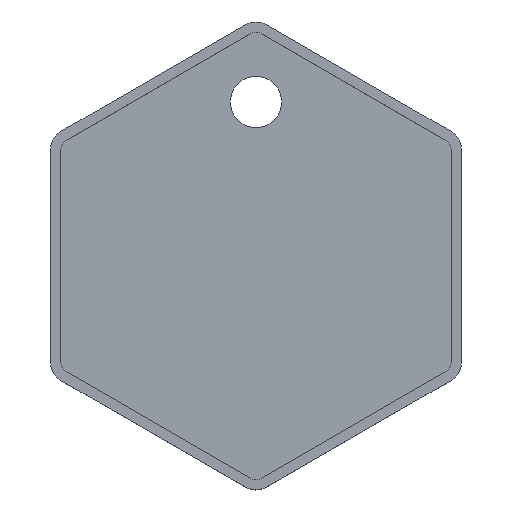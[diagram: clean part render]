
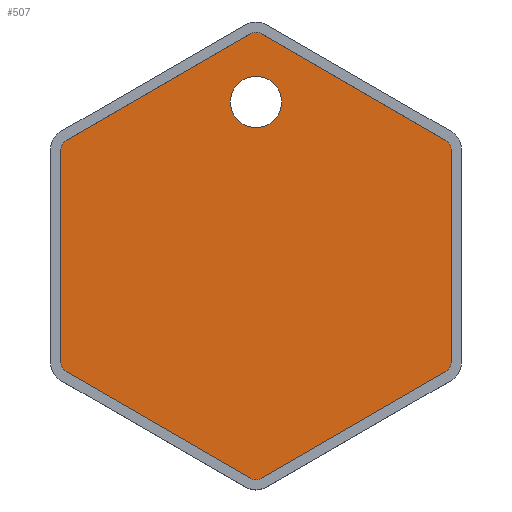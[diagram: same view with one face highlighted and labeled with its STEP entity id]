
A CAD part, top view. The second image highlights one B-rep face of the part: STEP entity #507.
In plain terms, the highlighted planar face has unit normal (0, 0, 1).
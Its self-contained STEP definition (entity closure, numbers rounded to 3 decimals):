
#15=FACE_BOUND('',#65,.T.);
#19=PLANE('',#553);
#36=FACE_OUTER_BOUND('',#64,.T.);
#64=EDGE_LOOP('',(#353,#354,#355,#356,#357,#358,#359,#360,#361,#362,#363,
#364));
#65=EDGE_LOOP('',(#365));
#97=LINE('',#780,#146);
#98=LINE('',#785,#147);
#99=LINE('',#789,#148);
#100=LINE('',#793,#149);
#101=LINE('',#797,#150);
#102=LINE('',#800,#151);
#146=VECTOR('',#621,10.);
#147=VECTOR('',#626,10.);
#148=VECTOR('',#629,10.);
#149=VECTOR('',#632,10.);
#150=VECTOR('',#635,10.);
#151=VECTOR('',#638,10.);
#191=CIRCLE('',#548,5.);
#193=CIRCLE('',#551,2.);
#194=CIRCLE('',#554,2.);
#195=CIRCLE('',#555,2.);
#196=CIRCLE('',#556,2.);
#197=CIRCLE('',#557,2.);
#198=CIRCLE('',#558,2.);
#217=VERTEX_POINT('',#763);
#220=VERTEX_POINT('',#770);
#221=VERTEX_POINT('',#772);
#223=VERTEX_POINT('',#778);
#224=VERTEX_POINT('',#782);
#225=VERTEX_POINT('',#784);
#226=VERTEX_POINT('',#786);
#227=VERTEX_POINT('',#788);
#228=VERTEX_POINT('',#790);
#229=VERTEX_POINT('',#792);
#230=VERTEX_POINT('',#794);
#231=VERTEX_POINT('',#796);
#232=VERTEX_POINT('',#798);
#268=EDGE_CURVE('',#217,#217,#191,.T.);
#271=EDGE_CURVE('',#221,#220,#193,.F.);
#275=EDGE_CURVE('',#220,#223,#97,.F.);
#276=EDGE_CURVE('',#223,#224,#194,.T.);
#277=EDGE_CURVE('',#224,#225,#98,.T.);
#278=EDGE_CURVE('',#225,#226,#195,.T.);
#279=EDGE_CURVE('',#226,#227,#99,.T.);
#280=EDGE_CURVE('',#227,#228,#196,.T.);
#281=EDGE_CURVE('',#228,#229,#100,.T.);
#282=EDGE_CURVE('',#229,#230,#197,.T.);
#283=EDGE_CURVE('',#230,#231,#101,.T.);
#284=EDGE_CURVE('',#231,#232,#198,.T.);
#285=EDGE_CURVE('',#232,#221,#102,.T.);
#353=ORIENTED_EDGE('',*,*,#271,.T.);
#354=ORIENTED_EDGE('',*,*,#275,.T.);
#355=ORIENTED_EDGE('',*,*,#276,.T.);
#356=ORIENTED_EDGE('',*,*,#277,.T.);
#357=ORIENTED_EDGE('',*,*,#278,.T.);
#358=ORIENTED_EDGE('',*,*,#279,.T.);
#359=ORIENTED_EDGE('',*,*,#280,.T.);
#360=ORIENTED_EDGE('',*,*,#281,.T.);
#361=ORIENTED_EDGE('',*,*,#282,.T.);
#362=ORIENTED_EDGE('',*,*,#283,.T.);
#363=ORIENTED_EDGE('',*,*,#284,.T.);
#364=ORIENTED_EDGE('',*,*,#285,.T.);
#365=ORIENTED_EDGE('',*,*,#268,.T.);
#507=ADVANCED_FACE('',(#36,#15),#19,.T.);
#548=AXIS2_PLACEMENT_3D('',#765,#607,#608);
#551=AXIS2_PLACEMENT_3D('',#773,#614,#615);
#553=AXIS2_PLACEMENT_3D('',#781,#622,#623);
#554=AXIS2_PLACEMENT_3D('',#783,#624,#625);
#555=AXIS2_PLACEMENT_3D('',#787,#627,#628);
#556=AXIS2_PLACEMENT_3D('',#791,#630,#631);
#557=AXIS2_PLACEMENT_3D('',#795,#633,#634);
#558=AXIS2_PLACEMENT_3D('',#799,#636,#637);
#607=DIRECTION('center_axis',(0.,0.,-1.));
#608=DIRECTION('ref_axis',(1.,0.,0.));
#614=DIRECTION('center_axis',(0.,0.,-1.));
#615=DIRECTION('ref_axis',(-0.866,-0.5,0.));
#621=DIRECTION('',(-0.866,0.5,0.));
#622=DIRECTION('center_axis',(0.,0.,1.));
#623=DIRECTION('ref_axis',(1.,0.,0.));
#624=DIRECTION('center_axis',(0.,0.,1.));
#625=DIRECTION('ref_axis',(0.,-1.,0.));
#626=DIRECTION('',(0.866,0.5,0.));
#627=DIRECTION('center_axis',(0.,0.,1.));
#628=DIRECTION('ref_axis',(0.866,-0.5,0.));
#629=DIRECTION('',(0.,1.,0.));
#630=DIRECTION('center_axis',(0.,0.,1.));
#631=DIRECTION('ref_axis',(0.866,0.5,0.));
#632=DIRECTION('',(-0.866,0.5,0.));
#633=DIRECTION('center_axis',(0.,0.,1.));
#634=DIRECTION('ref_axis',(0.,1.,0.));
#635=DIRECTION('',(-0.866,-0.5,0.));
#636=DIRECTION('center_axis',(0.,0.,1.));
#637=DIRECTION('ref_axis',(-0.866,0.5,0.));
#638=DIRECTION('',(0.,-1.,0.));
#763=CARTESIAN_POINT('',(-5.,30.,2.));
#765=CARTESIAN_POINT('Origin',(0.,30.,2.));
#770=CARTESIAN_POINT('',(-37.,-22.517,2.));
#772=CARTESIAN_POINT('',(-38.,-20.785,2.));
#773=CARTESIAN_POINT('Origin',(-36.,-20.785,2.));
#778=CARTESIAN_POINT('',(-1.,-43.301,2.));
#780=CARTESIAN_POINT('',(-29.,-27.135,2.));
#781=CARTESIAN_POINT('Origin',(0.,0.,
2.));
#782=CARTESIAN_POINT('',(1.,-43.301,2.));
#783=CARTESIAN_POINT('Origin',(0.,-41.569,
2.));
#784=CARTESIAN_POINT('',(37.,-22.517,2.));
#785=CARTESIAN_POINT('',(9.,-38.682,2.));
#786=CARTESIAN_POINT('',(38.,-20.785,2.));
#787=CARTESIAN_POINT('Origin',(36.,-20.785,2.));
#788=CARTESIAN_POINT('',(38.,20.785,2.));
#789=CARTESIAN_POINT('',(38.,-11.547,2.));
#790=CARTESIAN_POINT('',(37.,22.517,2.));
#791=CARTESIAN_POINT('Origin',(36.,20.785,2.));
#792=CARTESIAN_POINT('',(1.,43.301,2.));
#793=CARTESIAN_POINT('',(29.,27.135,2.));
#794=CARTESIAN_POINT('',(-1.,43.301,2.));
#795=CARTESIAN_POINT('Origin',(0.,41.569,2.));
#796=CARTESIAN_POINT('',(-37.,22.517,2.));
#797=CARTESIAN_POINT('',(-9.,38.682,2.));
#798=CARTESIAN_POINT('',(-38.,20.785,2.));
#799=CARTESIAN_POINT('Origin',(-36.,20.785,2.));
#800=CARTESIAN_POINT('',(-38.,11.547,2.));
